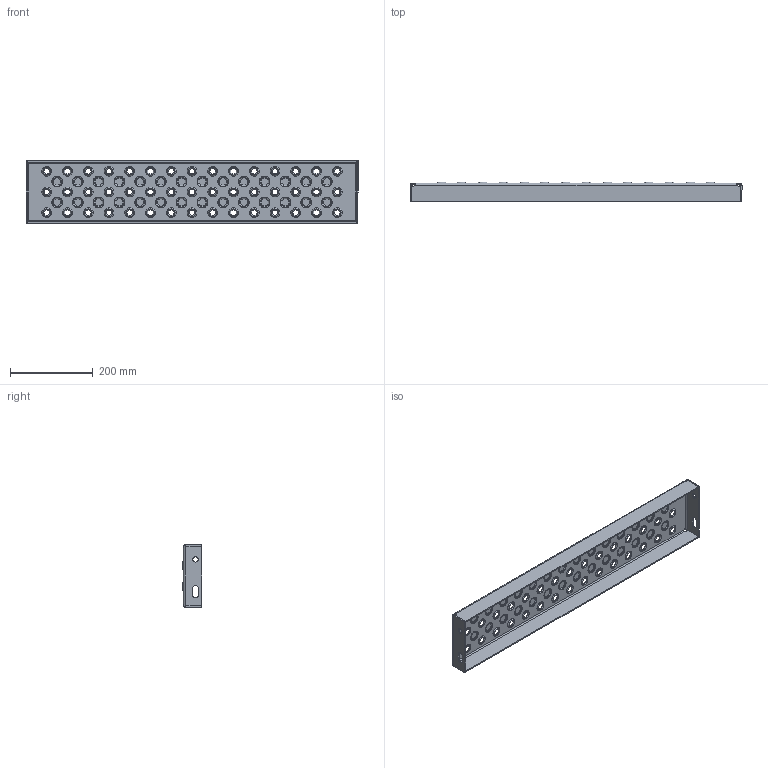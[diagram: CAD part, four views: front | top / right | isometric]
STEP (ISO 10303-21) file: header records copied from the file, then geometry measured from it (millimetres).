
FILE_DESCRIPTION (( 'STEP AP214' ), '1' );
FILE_NAME ('OPTIMO-Tread-Type-G-800x150x45x3-st240-F160000101.STEP', '2021-08-10T12:42:23', ( '' ), ( '' ), 'SwSTEP 2.0', 'SolidWorks 2021', '' );
FILE_SCHEMA (( 'AUTOMOTIVE_DESIGN' ));
Length unit declared in the file: millimetre
Products named in the file (1): OPTIMO-Tread-Type-G-800x150x45x3-st240-F160000101
Bounding box: 800 x 47.01 x 150 mm (x, y, z)
Volume: 567460.2 mm3; surface area: 392578.4 mm2
Topology: 1 solids, 1 shells, 806 faces, 2032 edges, 1284 vertices
Faces by surface type: cone 382, torus 292, plane 86, cylinder 34, bspline 12
Entity records: 25568 total; most frequent: DIRECTION 5098, CARTESIAN_POINT 4705, ORIENTED_EDGE 4064, AXIS2_PLACEMENT_3D 2315, EDGE_CURVE 2032, CIRCLE 1520, VERTEX_POINT 1284, EDGE_LOOP 960
